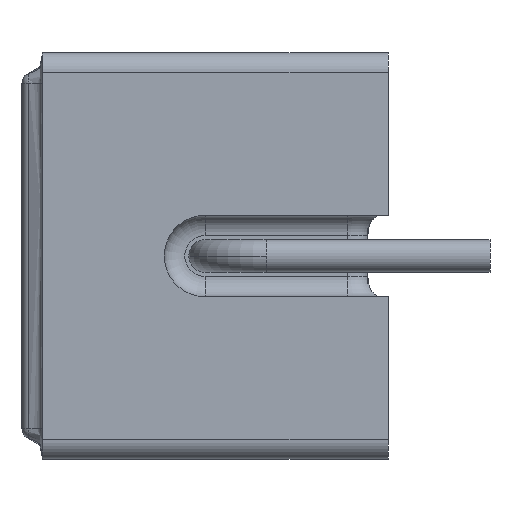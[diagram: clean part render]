
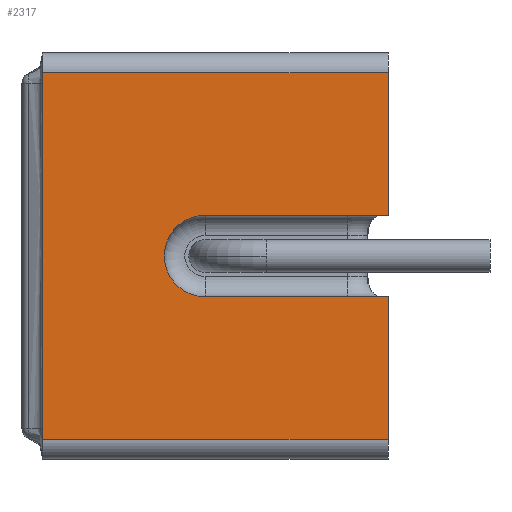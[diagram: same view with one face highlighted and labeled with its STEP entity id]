
A CAD part, left-side view. The second image highlights one B-rep face of the part: STEP entity #2317.
In plain terms, the highlighted planar face has unit normal (-1, 0, 0).
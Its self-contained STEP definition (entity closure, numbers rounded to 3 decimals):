
#67 = CARTESIAN_POINT ( 'NONE',  ( 0., 1., -6. ) ) ;
#71 = VERTEX_POINT ( 'NONE', #1751 ) ;
#104 = VERTEX_POINT ( 'NONE', #2218 ) ;
#125 = VECTOR ( 'NONE', #1339, 1000. ) ;
#127 = CARTESIAN_POINT ( 'NONE',  ( 0., 0., 0. ) ) ;
#164 = DIRECTION ( 'NONE',  ( 0., 1., 0. ) ) ;
#294 = LINE ( 'NONE', #339, #3026 ) ;
#339 = CARTESIAN_POINT ( 'NONE',  ( 0., 0., -4. ) ) ;
#344 = CARTESIAN_POINT ( 'NONE',  ( 0., 0., 0. ) ) ;
#352 = AXIS2_PLACEMENT_3D ( 'NONE', #1632, #2823, #1589 ) ;
#359 = FACE_OUTER_BOUND ( 'NONE', #2159, .T. ) ;
#473 = EDGE_CURVE ( 'NONE', #811, #71, #1461, .T. ) ;
#491 = EDGE_CURVE ( 'NONE', #1683, #2913, #818, .T. ) ;
#505 = VERTEX_POINT ( 'NONE', #852 ) ;
#531 = EDGE_CURVE ( 'NONE', #104, #1215, #2596, .T. ) ;
#623 = EDGE_CURVE ( 'NONE', #1683, #2493, #2233, .T. ) ;
#679 = ORIENTED_EDGE ( 'NONE', *, *, #2217, .F. ) ;
#681 = PLANE ( 'NONE',  #352 ) ;
#811 = VERTEX_POINT ( 'NONE', #67 ) ;
#818 = LINE ( 'NONE', #2973, #125 ) ;
#852 = CARTESIAN_POINT ( 'NONE',  ( 0., 0., -4. ) ) ;
#878 = ORIENTED_EDGE ( 'NONE', *, *, #993, .F. ) ;
#928 = EDGE_CURVE ( 'NONE', #2693, #1215, #1263, .T. ) ;
#935 = DIRECTION ( 'NONE',  ( 0., 0., 1. ) ) ;
#959 = DIRECTION ( 'NONE',  ( 0., -1., 0. ) ) ;
#972 = CARTESIAN_POINT ( 'NONE',  ( 0., 0., -9.5 ) ) ;
#990 = EDGE_CURVE ( 'NONE', #71, #1247, #2761, .T. ) ;
#993 = EDGE_CURVE ( 'NONE', #104, #505, #1004, .T. ) ;
#1004 = LINE ( 'NONE', #127, #1775 ) ;
#1074 = DIRECTION ( 'NONE',  ( 0., 0., -1. ) ) ;
#1100 = LINE ( 'NONE', #2313, #2290 ) ;
#1215 = VERTEX_POINT ( 'NONE', #1628 ) ;
#1247 = VERTEX_POINT ( 'NONE', #1398 ) ;
#1261 = LINE ( 'NONE', #972, #2314 ) ;
#1263 = LINE ( 'NONE', #2724, #1332 ) ;
#1279 = ORIENTED_EDGE ( 'NONE', *, *, #531, .T. ) ;
#1299 = CARTESIAN_POINT ( 'NONE',  ( 0., 8.5, -0.5 ) ) ;
#1301 = EDGE_CURVE ( 'NONE', #2693, #1247, #1261, .T. ) ;
#1332 = VECTOR ( 'NONE', #1502, 1000. ) ;
#1339 = DIRECTION ( 'NONE',  ( 0., -1., 0. ) ) ;
#1382 = ORIENTED_EDGE ( 'NONE', *, *, #990, .F. ) ;
#1398 = CARTESIAN_POINT ( 'NONE',  ( 0., 0., -9.5 ) ) ;
#1461 = LINE ( 'NONE', #1501, #2389 ) ;
#1501 = CARTESIAN_POINT ( 'NONE',  ( 0., 0., -6. ) ) ;
#1502 = DIRECTION ( 'NONE',  ( 0., 0., 1. ) ) ;
#1589 = DIRECTION ( 'NONE',  ( 0., 0., 1. ) ) ;
#1610 = ORIENTED_EDGE ( 'NONE', *, *, #491, .T. ) ;
#1628 = CARTESIAN_POINT ( 'NONE',  ( 0., 8.5, -0.5 ) ) ;
#1632 = CARTESIAN_POINT ( 'NONE',  ( 0., 9., 0. ) ) ;
#1683 = VERTEX_POINT ( 'NONE', #2301 ) ;
#1701 = VECTOR ( 'NONE', #1074, 1000. ) ;
#1740 = CARTESIAN_POINT ( 'NONE',  ( 0., 1., -4. ) ) ;
#1742 = VECTOR ( 'NONE', #164, 1000. ) ;
#1743 = DIRECTION ( 'NONE',  ( 0., -1., 0. ) ) ;
#1751 = CARTESIAN_POINT ( 'NONE',  ( 0., 0., -6. ) ) ;
#1756 = DIRECTION ( 'NONE',  ( 0., 0., -1. ) ) ;
#1775 = VECTOR ( 'NONE', #1756, 1000. ) ;
#1824 = ORIENTED_EDGE ( 'NONE', *, *, #928, .F. ) ;
#1974 = CARTESIAN_POINT ( 'NONE',  ( 0., 4.5, -6. ) ) ;
#2059 = ORIENTED_EDGE ( 'NONE', *, *, #1301, .T. ) ;
#2081 = CARTESIAN_POINT ( 'NONE',  ( 0., 4.5, -5. ) ) ;
#2159 = EDGE_LOOP ( 'NONE', ( #2936, #1610, #2279, #878, #1279, #1824, #2059, #1382, #2478, #679 ) ) ;
#2217 = EDGE_CURVE ( 'NONE', #2493, #811, #1100, .T. ) ;
#2218 = CARTESIAN_POINT ( 'NONE',  ( 0., 0., -0.5 ) ) ;
#2233 = CIRCLE ( 'NONE', #2696, 1. ) ;
#2235 = DIRECTION ( 'NONE',  ( 0., -1., 0. ) ) ;
#2279 = ORIENTED_EDGE ( 'NONE', *, *, #2610, .T. ) ;
#2282 = CARTESIAN_POINT ( 'NONE',  ( 0., 8.5, -9.5 ) ) ;
#2290 = VECTOR ( 'NONE', #3007, 1000. ) ;
#2301 = CARTESIAN_POINT ( 'NONE',  ( 0., 4.5, -4. ) ) ;
#2313 = CARTESIAN_POINT ( 'NONE',  ( 0., 0., -6. ) ) ;
#2314 = VECTOR ( 'NONE', #959, 1000. ) ;
#2317 = ADVANCED_FACE ( 'NONE', ( #359 ), #681, .T. ) ;
#2350 = DIRECTION ( 'NONE',  ( -1., 0., 0. ) ) ;
#2389 = VECTOR ( 'NONE', #1743, 1000. ) ;
#2478 = ORIENTED_EDGE ( 'NONE', *, *, #473, .F. ) ;
#2493 = VERTEX_POINT ( 'NONE', #1974 ) ;
#2596 = LINE ( 'NONE', #1299, #1742 ) ;
#2610 = EDGE_CURVE ( 'NONE', #2913, #505, #294, .T. ) ;
#2693 = VERTEX_POINT ( 'NONE', #2282 ) ;
#2696 = AXIS2_PLACEMENT_3D ( 'NONE', #2081, #2350, #935 ) ;
#2724 = CARTESIAN_POINT ( 'NONE',  ( 0., 8.5, -10. ) ) ;
#2761 = LINE ( 'NONE', #344, #1701 ) ;
#2823 = DIRECTION ( 'NONE',  ( -1., 0., 0. ) ) ;
#2913 = VERTEX_POINT ( 'NONE', #1740 ) ;
#2936 = ORIENTED_EDGE ( 'NONE', *, *, #623, .F. ) ;
#2973 = CARTESIAN_POINT ( 'NONE',  ( 0., 0., -4. ) ) ;
#3007 = DIRECTION ( 'NONE',  ( 0., -1., 0. ) ) ;
#3026 = VECTOR ( 'NONE', #2235, 1000. ) ;
